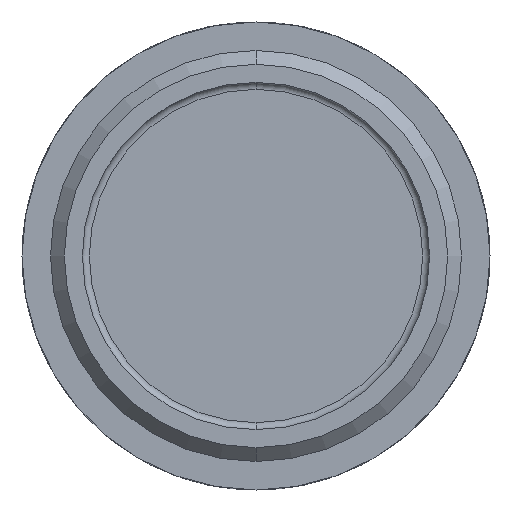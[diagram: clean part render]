
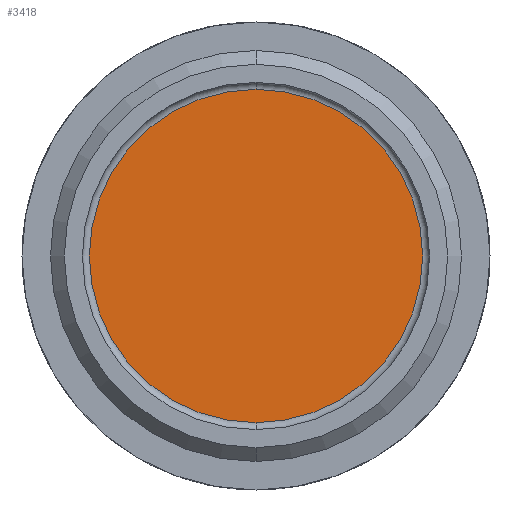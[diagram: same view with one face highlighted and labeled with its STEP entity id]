
A CAD part, front view. The second image highlights one B-rep face of the part: STEP entity #3418.
In plain terms, the highlighted planar face has unit normal (0, -1, 0).
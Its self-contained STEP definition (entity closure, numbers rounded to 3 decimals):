
#428 = PLANE ( 'NONE',  #3081 ) ;
#837 = CIRCLE ( 'NONE', #1290, 12. ) ;
#1025 = DIRECTION ( 'NONE',  ( 0., -1., 0. ) ) ;
#1290 = AXIS2_PLACEMENT_3D ( 'NONE', #1532, #1025, #2635 ) ;
#1460 = VERTEX_POINT ( 'NONE', #2305 ) ;
#1469 = AXIS2_PLACEMENT_3D ( 'NONE', #1822, #1852, #2956 ) ;
#1479 = CARTESIAN_POINT ( 'NONE',  ( 12.5, -37.5, 0. ) ) ;
#1502 = EDGE_CURVE ( 'NONE', #1460, #2560, #837, .T. ) ;
#1532 = CARTESIAN_POINT ( 'NONE',  ( 0., -37.5, 0. ) ) ;
#1741 = FACE_OUTER_BOUND ( 'NONE', #3162, .T. ) ;
#1760 = DIRECTION ( 'NONE',  ( 0., 0., 1. ) ) ;
#1822 = CARTESIAN_POINT ( 'NONE',  ( 0., -37.5, 0. ) ) ;
#1829 = ORIENTED_EDGE ( 'NONE', *, *, #1502, .T. ) ;
#1852 = DIRECTION ( 'NONE',  ( 0., -1., 0. ) ) ;
#2056 = DIRECTION ( 'NONE',  ( 0., 1., 0. ) ) ;
#2158 = CARTESIAN_POINT ( 'NONE',  ( 0., -37.5, -12. ) ) ;
#2305 = CARTESIAN_POINT ( 'NONE',  ( 0., -37.5, 12. ) ) ;
#2560 = VERTEX_POINT ( 'NONE', #2158 ) ;
#2635 = DIRECTION ( 'NONE',  ( 0., 0., 1. ) ) ;
#2770 = EDGE_CURVE ( 'NONE', #2560, #1460, #3137, .T. ) ;
#2956 = DIRECTION ( 'NONE',  ( 0., 0., 1. ) ) ;
#3081 = AXIS2_PLACEMENT_3D ( 'NONE', #1479, #2056, #1760 ) ;
#3137 = CIRCLE ( 'NONE', #1469, 12. ) ;
#3162 = EDGE_LOOP ( 'NONE', ( #1829, #3500 ) ) ;
#3418 = ADVANCED_FACE ( 'NONE', ( #1741 ), #428, .F. ) ;
#3500 = ORIENTED_EDGE ( 'NONE', *, *, #2770, .T. ) ;
